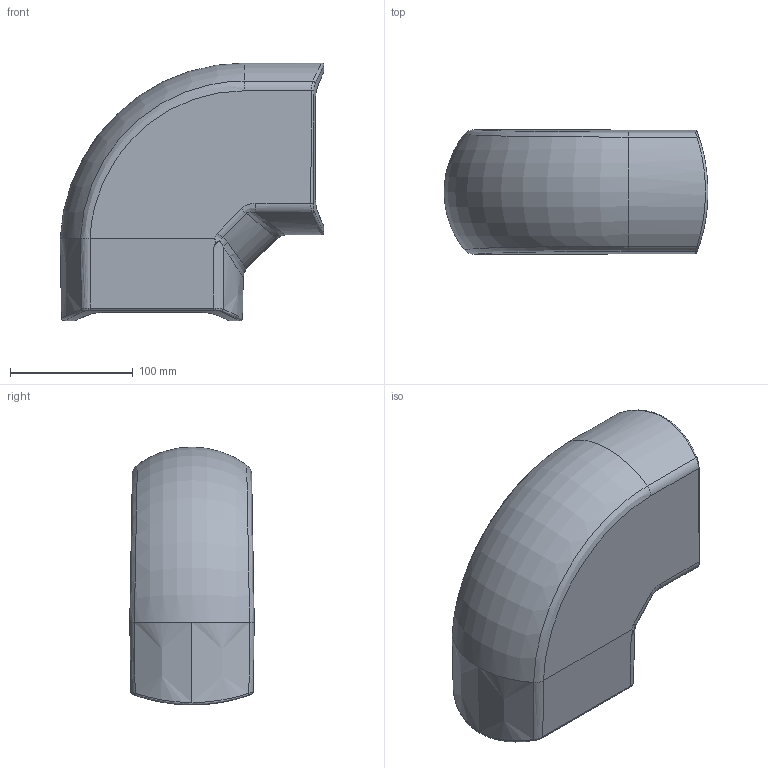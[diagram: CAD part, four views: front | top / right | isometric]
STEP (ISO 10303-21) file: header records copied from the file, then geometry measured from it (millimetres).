
FILE_DESCRIPTION (( 'STEP AP203' ), '1' );
FILE_NAME ('49627100_r.STEP', '2015-10-01T09:53:13', ( '' ), ( '' ), 'SwSTEP 2.0', 'SolidWorks 2014', '' );
FILE_SCHEMA (( 'CONFIG_CONTROL_DESIGN' ));
Length unit declared in the file: millimetre
Products named in the file (1): 49627100_r
Bounding box: 214.83 x 101.4 x 210 mm (x, y, z)
Volume: 2090223.4 mm3; surface area: 171669.2 mm2
Topology: 1 solids, 9 shells, 194 faces, 406 edges, 246 vertices
Faces by surface type: plane 51, bspline 49, cylinder 36, cone 31, torus 27
Entity records: 14155 total; most frequent: CARTESIAN_POINT 10345, ORIENTED_EDGE 812, DIRECTION 697, EDGE_CURVE 406, AXIS2_PLACEMENT_3D 293, VERTEX_POINT 246, EDGE_LOOP 210, ADVANCED_FACE 194
